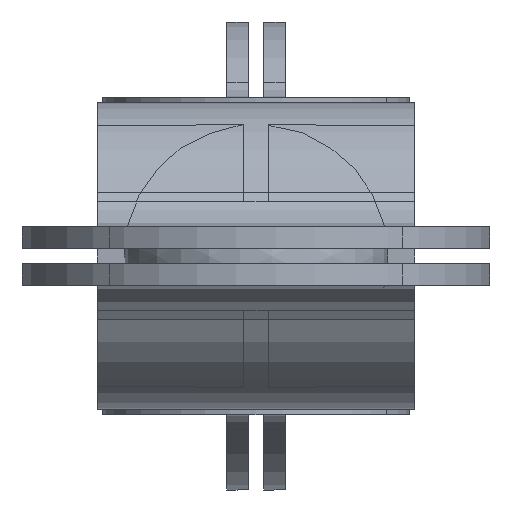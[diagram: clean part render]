
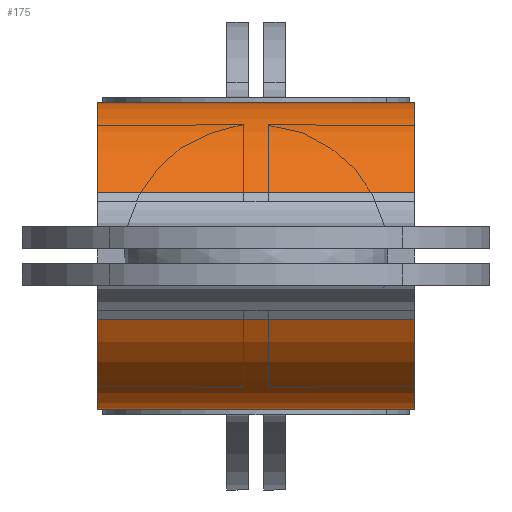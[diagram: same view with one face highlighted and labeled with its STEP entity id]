
A CAD part, left-side view. The second image highlights one B-rep face of the part: STEP entity #175.
In plain terms, the highlighted cylindrical face has radius 2.62 mm (diameter 5.24 mm), a partial arc.
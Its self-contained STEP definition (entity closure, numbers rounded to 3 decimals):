
#175 = ADVANCED_FACE( '', ( #370, #371 ), #372, .T. );
#370 = FACE_OUTER_BOUND( '', #561, .T. );
#371 = FACE_BOUND( '', #562, .T. );
#372 = CYLINDRICAL_SURFACE( '', #563, 2.62 );
#561 = EDGE_LOOP( '', ( #1028, #1029, #1030, #1031 ) );
#562 = EDGE_LOOP( '', ( #1032 ) );
#563 = AXIS2_PLACEMENT_3D( '', #1033, #1034, #1035 );
#1028 = ORIENTED_EDGE( '', *, *, #1164, .F. );
#1029 = ORIENTED_EDGE( '', *, *, #1240, .F. );
#1030 = ORIENTED_EDGE( '', *, *, #1244, .F. );
#1031 = ORIENTED_EDGE( '', *, *, #1110, .T. );
#1032 = ORIENTED_EDGE( '', *, *, #1079, .F. );
#1033 = CARTESIAN_POINT( '', ( 7.38, 5., 0. ) );
#1034 = DIRECTION( '', ( 0., 1., 0. ) );
#1035 = DIRECTION( '', ( 0., 0., -1. ) );
#1079 = EDGE_CURVE( '', #1282, #1282, #1283, .T. );
#1110 = EDGE_CURVE( '', #1328, #1333, #1335, .T. );
#1164 = EDGE_CURVE( '', #1420, #1333, #1422, .F. );
#1240 = EDGE_CURVE( '', #1519, #1420, #1521, .T. );
#1244 = EDGE_CURVE( '', #1328, #1519, #1525, .F. );
#1282 = VERTEX_POINT( '', #1581 );
#1283 = B_SPLINE_CURVE_WITH_KNOTS( '', 3, ( #1582, #1583, #1584, #1585, #1586, #1587, #1588, #1589, #1590, #1591, #1592, #1593, #1594, #1595, #1596, #1597, #1598, #1599 ), .UNSPECIFIED., .T., .F., ( 2, 2, 2, 2, 2, 2, 2, 2, 2, 2, 2 ), ( 0., 0., 0., 0.001, 0.001, 0.001, 0.002, 0.002, 0.002, 0.003, 0.003 ), .UNSPECIFIED. );
#1328 = VERTEX_POINT( '', #1677 );
#1333 = VERTEX_POINT( '', #1683 );
#1335 = LINE( '', #1685, #1686 );
#1420 = VERTEX_POINT( '', #1814 );
#1422 = CIRCLE( '', #1816, 2.62 );
#1519 = VERTEX_POINT( '', #1971 );
#1521 = LINE( '', #1973, #1974 );
#1525 = CIRCLE( '', #1980, 2.62 );
#1581 = CARTESIAN_POINT( '', ( 9.96, 0., -0.455 ) );
#1582 = CARTESIAN_POINT( '', ( 9.96, -0.12, -0.455 ) );
#1583 = CARTESIAN_POINT( '', ( 9.96, 0.12, -0.455 ) );
#1584 = CARTESIAN_POINT( '', ( 9.97, 0.238, -0.405 ) );
#1585 = CARTESIAN_POINT( '', ( 9.991, 0.406, -0.238 ) );
#1586 = CARTESIAN_POINT( '', ( 10., 0.455, -0.119 ) );
#1587 = CARTESIAN_POINT( '', ( 10., 0.455, 0.119 ) );
#1588 = CARTESIAN_POINT( '', ( 9.991, 0.407, 0.237 ) );
#1589 = CARTESIAN_POINT( '', ( 9.97, 0.237, 0.406 ) );
#1590 = CARTESIAN_POINT( '', ( 9.96, 0.119, 0.455 ) );
#1591 = CARTESIAN_POINT( '', ( 9.96, -0.119, 0.455 ) );
#1592 = CARTESIAN_POINT( '', ( 9.97, -0.237, 0.406 ) );
#1593 = CARTESIAN_POINT( '', ( 9.991, -0.405, 0.238 ) );
#1594 = CARTESIAN_POINT( '', ( 10., -0.455, 0.121 ) );
#1595 = CARTESIAN_POINT( '', ( 10., -0.455, -0.12 ) );
#1596 = CARTESIAN_POINT( '', ( 9.991, -0.406, -0.238 ) );
#1597 = CARTESIAN_POINT( '', ( 9.97, -0.238, -0.405 ) );
#1598 = CARTESIAN_POINT( '', ( 9.96, -0.12, -0.455 ) );
#1599 = CARTESIAN_POINT( '', ( 9.96, 0.12, -0.455 ) );
#1677 = CARTESIAN_POINT( '', ( 4.996, 2.71, 1.086 ) );
#1683 = CARTESIAN_POINT( '', ( 4.996, -2.71, 1.086 ) );
#1685 = CARTESIAN_POINT( '', ( 4.996, 5., 1.086 ) );
#1686 = VECTOR( '', #2060, 1000. );
#1814 = CARTESIAN_POINT( '', ( 4.996, -2.71, -1.086 ) );
#1816 = AXIS2_PLACEMENT_3D( '', #2139, #2140, #2141 );
#1971 = CARTESIAN_POINT( '', ( 4.996, 2.71, -1.086 ) );
#1973 = CARTESIAN_POINT( '', ( 4.996, 5., -1.086 ) );
#1974 = VECTOR( '', #2246, 1000. );
#1980 = AXIS2_PLACEMENT_3D( '', #2249, #2250, #2251 );
#2060 = DIRECTION( '', ( 0., -1., 0. ) );
#2139 = CARTESIAN_POINT( '', ( 7.38, -2.71, 0. ) );
#2140 = DIRECTION( '', ( 0., 1., 0. ) );
#2141 = DIRECTION( '', ( -1., 0., 0. ) );
#2246 = DIRECTION( '', ( 0., -1., 0. ) );
#2249 = CARTESIAN_POINT( '', ( 7.38, 2.71, 0. ) );
#2250 = DIRECTION( '', ( 0., -1., 0. ) );
#2251 = DIRECTION( '', ( 0., 0., -1. ) );
